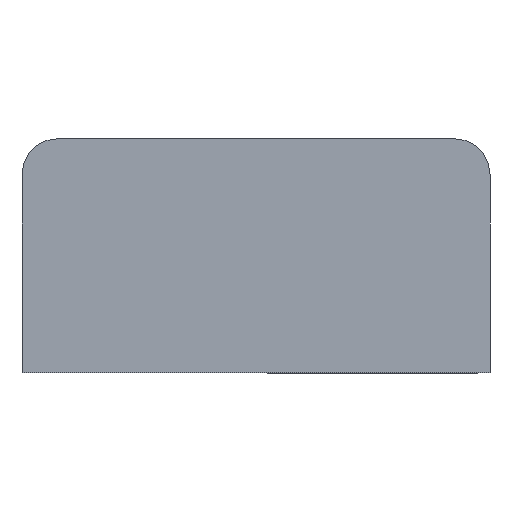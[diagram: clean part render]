
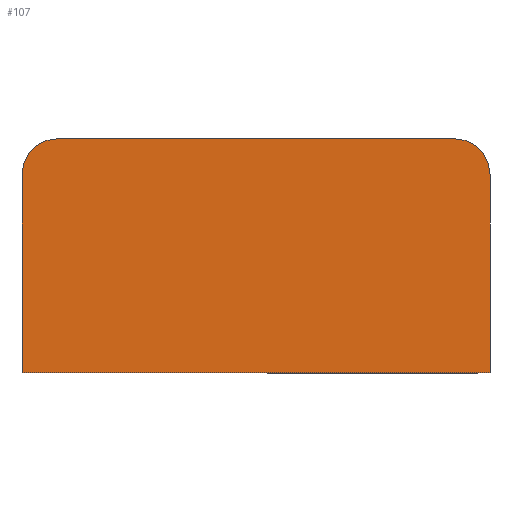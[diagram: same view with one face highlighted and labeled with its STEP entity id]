
A CAD part, top view. The second image highlights one B-rep face of the part: STEP entity #107.
In plain terms, the highlighted planar face has unit normal (0, 0, 1).
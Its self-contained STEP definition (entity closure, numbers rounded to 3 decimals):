
#1 = VECTOR ( 'NONE', #106, 1000. ) ;
#5 = ORIENTED_EDGE ( 'NONE', *, *, #160, .T. ) ;
#7 = EDGE_CURVE ( 'NONE', #8, #164, #253, .T. ) ;
#8 = VERTEX_POINT ( 'NONE', #111 ) ;
#9 = CARTESIAN_POINT ( 'NONE',  ( -545.84, 491.266, 0. ) ) ;
#27 = LINE ( 'NONE', #276, #70 ) ;
#31 = CARTESIAN_POINT ( 'NONE',  ( -545.84, 491.266, 0. ) ) ;
#32 = DIRECTION ( 'NONE',  ( 0., -1., 0. ) ) ;
#33 = VERTEX_POINT ( 'NONE', #86 ) ;
#34 = DIRECTION ( 'NONE',  ( -1., 0., 0. ) ) ;
#35 = VERTEX_POINT ( 'NONE', #155 ) ;
#36 = CARTESIAN_POINT ( 'NONE',  ( 465., 550., 0. ) ) ;
#37 = CARTESIAN_POINT ( 'NONE',  ( -533.766, 514.962, 0. ) ) ;
#39 = CARTESIAN_POINT ( 'NONE',  ( 0., 0., 0. ) ) ;
#41 = CARTESIAN_POINT ( 'NONE',  ( -465., 550., 0. ) ) ;
#48 = CARTESIAN_POINT ( 'NONE',  ( 514.962, 533.766, 0. ) ) ;
#49 = CARTESIAN_POINT ( 'NONE',  ( -514.962, 533.766, 0. ) ) ;
#50 = VECTOR ( 'NONE', #256, 1000. ) ;
#51 = ORIENTED_EDGE ( 'NONE', *, *, #259, .T. ) ;
#52 = VECTOR ( 'NONE', #67, 1000. ) ;
#53 = LINE ( 'NONE', #88, #167 ) ;
#55 = EDGE_CURVE ( 'NONE', #164, #258, #244, .T. ) ;
#59 = CARTESIAN_POINT ( 'NONE',  ( -550., 0., 0. ) ) ;
#61 = CARTESIAN_POINT ( 'NONE',  ( 533.766, 514.962, 0. ) ) ;
#63 = LINE ( 'NONE', #66, #230 ) ;
#66 = CARTESIAN_POINT ( 'NONE',  ( -550., 465., 0. ) ) ;
#67 = DIRECTION ( 'NONE',  ( 1., 0., 0. ) ) ;
#70 = VECTOR ( 'NONE', #103, 1000. ) ;
#72 = FACE_OUTER_BOUND ( 'NONE', #101, .T. ) ;
#73 = VERTEX_POINT ( 'NONE', #95 ) ;
#75 = DIRECTION ( 'NONE',  ( 0., 1., 0. ) ) ;
#77 = VERTEX_POINT ( 'NONE', #61 ) ;
#83 = ORIENTED_EDGE ( 'NONE', *, *, #55, .T. ) ;
#86 = CARTESIAN_POINT ( 'NONE',  ( -465., 550., 0. ) ) ;
#88 = CARTESIAN_POINT ( 'NONE',  ( 550., 465., 0. ) ) ;
#91 = DIRECTION ( 'NONE',  ( -0.988, 0.156, 0. ) ) ;
#92 = DIRECTION ( 'NONE',  ( 1., 0., 0. ) ) ;
#95 = CARTESIAN_POINT ( 'NONE',  ( -533.766, 514.962, 0. ) ) ;
#98 = LINE ( 'NONE', #9, #153 ) ;
#100 = VERTEX_POINT ( 'NONE', #31 ) ;
#101 = EDGE_LOOP ( 'NONE', ( #112, #136, #165, #154, #270, #195, #221, #83, #5, #128, #206, #51, #232, #247 ) ) ;
#103 = DIRECTION ( 'NONE',  ( -0.707, -0.707, 0. ) ) ;
#104 = DIRECTION ( 'NONE',  ( -0.707, 0.707, 0. ) ) ;
#105 = LINE ( 'NONE', #190, #215 ) ;
#106 = DIRECTION ( 'NONE',  ( -0.988, -0.156, 0. ) ) ;
#107 = ADVANCED_FACE ( 'NONE', ( #72 ), #156, .T. ) ;
#110 = VERTEX_POINT ( 'NONE', #59 ) ;
#111 = CARTESIAN_POINT ( 'NONE',  ( 514.962, 533.766, 0. ) ) ;
#112 = ORIENTED_EDGE ( 'NONE', *, *, #140, .T. ) ;
#113 = EDGE_CURVE ( 'NONE', #33, #35, #234, .T. ) ;
#114 = DIRECTION ( 'NONE',  ( -0.156, -0.988, 0. ) ) ;
#115 = VECTOR ( 'NONE', #181, 1000. ) ;
#116 = VERTEX_POINT ( 'NONE', #268 ) ;
#118 = VERTEX_POINT ( 'NONE', #49 ) ;
#121 = LINE ( 'NONE', #37, #115 ) ;
#127 = LINE ( 'NONE', #217, #50 ) ;
#128 = ORIENTED_EDGE ( 'NONE', *, *, #113, .T. ) ;
#132 = CARTESIAN_POINT ( 'NONE',  ( -550., 0., 0. ) ) ;
#135 = VECTOR ( 'NONE', #91, 1000. ) ;
#136 = ORIENTED_EDGE ( 'NONE', *, *, #229, .T. ) ;
#140 = EDGE_CURVE ( 'NONE', #116, #110, #63, .T. ) ;
#144 = EDGE_CURVE ( 'NONE', #73, #100, #121, .T. ) ;
#146 = DIRECTION ( 'NONE',  ( -0.891, -0.454, 0. ) ) ;
#151 = DIRECTION ( 'NONE',  ( -0.156, 0.988, 0. ) ) ;
#152 = LINE ( 'NONE', #132, #52 ) ;
#153 = VECTOR ( 'NONE', #114, 1000. ) ;
#154 = ORIENTED_EDGE ( 'NONE', *, *, #179, .T. ) ;
#155 = CARTESIAN_POINT ( 'NONE',  ( -491.266, 545.84, 0. ) ) ;
#156 = PLANE ( 'NONE',  #242 ) ;
#160 = EDGE_CURVE ( 'NONE', #258, #33, #273, .T. ) ;
#161 = DIRECTION ( 'NONE',  ( 0., 0., 1. ) ) ;
#162 = VECTOR ( 'NONE', #146, 1000. ) ;
#164 = VERTEX_POINT ( 'NONE', #211 ) ;
#165 = ORIENTED_EDGE ( 'NONE', *, *, #203, .T. ) ;
#167 = VECTOR ( 'NONE', #151, 1000. ) ;
#172 = EDGE_CURVE ( 'NONE', #186, #77, #127, .T. ) ;
#174 = LINE ( 'NONE', #240, #257 ) ;
#179 = EDGE_CURVE ( 'NONE', #209, #186, #53, .T. ) ;
#181 = DIRECTION ( 'NONE',  ( -0.454, -0.891, 0. ) ) ;
#182 = DIRECTION ( 'NONE',  ( -0.891, 0.454, 0. ) ) ;
#186 = VERTEX_POINT ( 'NONE', #197 ) ;
#188 = EDGE_CURVE ( 'NONE', #35, #118, #261, .T. ) ;
#190 = CARTESIAN_POINT ( 'NONE',  ( 533.766, 514.962, 0. ) ) ;
#193 = CARTESIAN_POINT ( 'NONE',  ( 550., 465., 0. ) ) ;
#195 = ORIENTED_EDGE ( 'NONE', *, *, #202, .T. ) ;
#197 = CARTESIAN_POINT ( 'NONE',  ( 545.84, 491.266, 0. ) ) ;
#202 = EDGE_CURVE ( 'NONE', #77, #8, #105, .T. ) ;
#203 = EDGE_CURVE ( 'NONE', #279, #209, #174, .T. ) ;
#206 = ORIENTED_EDGE ( 'NONE', *, *, #188, .T. ) ;
#207 = EDGE_CURVE ( 'NONE', #100, #116, #98, .T. ) ;
#209 = VERTEX_POINT ( 'NONE', #193 ) ;
#211 = CARTESIAN_POINT ( 'NONE',  ( 491.266, 545.84, 0. ) ) ;
#215 = VECTOR ( 'NONE', #104, 1000. ) ;
#217 = CARTESIAN_POINT ( 'NONE',  ( 545.84, 491.266, 0. ) ) ;
#221 = ORIENTED_EDGE ( 'NONE', *, *, #7, .T. ) ;
#223 = VECTOR ( 'NONE', #34, 1000. ) ;
#229 = EDGE_CURVE ( 'NONE', #110, #279, #152, .T. ) ;
#230 = VECTOR ( 'NONE', #32, 1000. ) ;
#232 = ORIENTED_EDGE ( 'NONE', *, *, #144, .T. ) ;
#234 = LINE ( 'NONE', #41, #1 ) ;
#236 = CARTESIAN_POINT ( 'NONE',  ( 550., 0., 0. ) ) ;
#240 = CARTESIAN_POINT ( 'NONE',  ( 550., 0., 0. ) ) ;
#242 = AXIS2_PLACEMENT_3D ( 'NONE', #39, #161, #92 ) ;
#244 = LINE ( 'NONE', #277, #135 ) ;
#246 = VECTOR ( 'NONE', #182, 1000. ) ;
#247 = ORIENTED_EDGE ( 'NONE', *, *, #207, .T. ) ;
#253 = LINE ( 'NONE', #48, #246 ) ;
#255 = CARTESIAN_POINT ( 'NONE',  ( -491.266, 545.84, 0. ) ) ;
#256 = DIRECTION ( 'NONE',  ( -0.454, 0.891, 0. ) ) ;
#257 = VECTOR ( 'NONE', #75, 1000. ) ;
#258 = VERTEX_POINT ( 'NONE', #36 ) ;
#259 = EDGE_CURVE ( 'NONE', #118, #73, #27, .T. ) ;
#261 = LINE ( 'NONE', #255, #162 ) ;
#268 = CARTESIAN_POINT ( 'NONE',  ( -550., 465., 0. ) ) ;
#270 = ORIENTED_EDGE ( 'NONE', *, *, #172, .T. ) ;
#271 = CARTESIAN_POINT ( 'NONE',  ( 465., 550., 0. ) ) ;
#273 = LINE ( 'NONE', #271, #223 ) ;
#276 = CARTESIAN_POINT ( 'NONE',  ( -514.962, 533.766, 0. ) ) ;
#277 = CARTESIAN_POINT ( 'NONE',  ( 491.266, 545.84, 0. ) ) ;
#279 = VERTEX_POINT ( 'NONE', #236 ) ;
